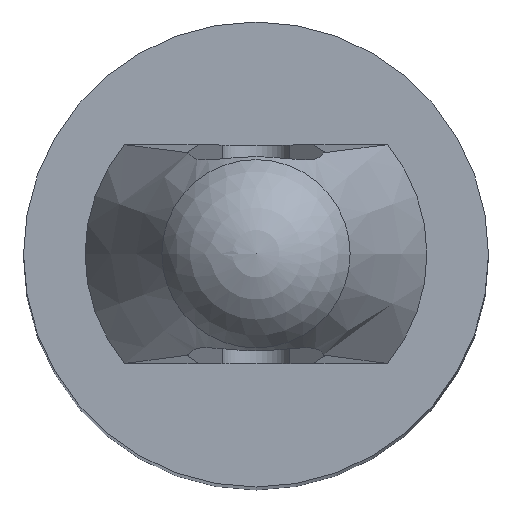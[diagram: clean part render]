
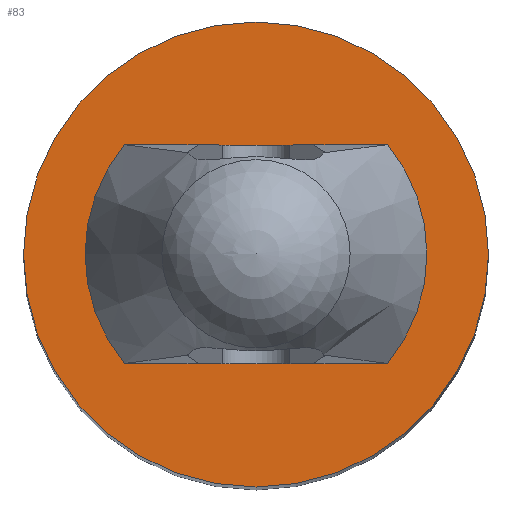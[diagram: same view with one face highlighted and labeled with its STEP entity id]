
A CAD part, top view. The second image highlights one B-rep face of the part: STEP entity #83.
In plain terms, the highlighted planar face has unit normal (0, 0, 1).
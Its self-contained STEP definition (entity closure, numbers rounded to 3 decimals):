
#83 = ADVANCED_FACE( '', ( #190, #191 ), #192, .T. );
#190 = FACE_BOUND( '', #321, .T. );
#191 = FACE_OUTER_BOUND( '', #322, .T. );
#192 = PLANE( '', #323 );
#321 = EDGE_LOOP( '', ( #497, #498, #499, #500, #501, #502 ) );
#322 = EDGE_LOOP( '', ( #503 ) );
#323 = AXIS2_PLACEMENT_3D( '', #504, #505, #506 );
#497 = ORIENTED_EDGE( '', *, *, #782, .T. );
#498 = ORIENTED_EDGE( '', *, *, #827, .F. );
#499 = ORIENTED_EDGE( '', *, *, #828, .F. );
#500 = ORIENTED_EDGE( '', *, *, #829, .T. );
#501 = ORIENTED_EDGE( '', *, *, #795, .T. );
#502 = ORIENTED_EDGE( '', *, *, #803, .T. );
#503 = ORIENTED_EDGE( '', *, *, #824, .F. );
#504 = CARTESIAN_POINT( '', ( -0.95, 0., 6.25 ) );
#505 = DIRECTION( '', ( 0., 0., 1. ) );
#506 = DIRECTION( '', ( 1., 0., 0. ) );
#782 = EDGE_CURVE( '', #930, #928, #931, .T. );
#795 = EDGE_CURVE( '', #945, #952, #954, .T. );
#803 = EDGE_CURVE( '', #952, #930, #966, .T. );
#824 = EDGE_CURVE( '', #997, #997, #998, .T. );
#827 = EDGE_CURVE( '', #957, #928, #1002, .T. );
#828 = EDGE_CURVE( '', #1003, #957, #1004, .T. );
#829 = EDGE_CURVE( '', #1003, #945, #1005, .T. );
#928 = VERTEX_POINT( '', #1139 );
#930 = VERTEX_POINT( '', #1142 );
#931 = CIRCLE( '', #1143, 0.95 );
#945 = VERTEX_POINT( '', #1166 );
#952 = VERTEX_POINT( '', #1176 );
#954 = LINE( '', #1178, #1179 );
#957 = VERTEX_POINT( '', #1182 );
#966 = LINE( '', #1193, #1194 );
#997 = VERTEX_POINT( '', #1239 );
#998 = CIRCLE( '', #1240, 1.7 );
#1002 = LINE( '', #1244, #1245 );
#1003 = VERTEX_POINT( '', #1246 );
#1004 = LINE( '', #1247, #1248 );
#1005 = CIRCLE( '', #1249, 0.95 );
#1139 = CARTESIAN_POINT( '', ( -0.512, 0.8, 6.25 ) );
#1142 = CARTESIAN_POINT( '', ( -0.512, -0.8, 6.25 ) );
#1143 = AXIS2_PLACEMENT_3D( '', #1502, #1503, #1504 );
#1166 = CARTESIAN_POINT( '', ( 0.512, -0.8, 6.25 ) );
#1176 = CARTESIAN_POINT( '', ( 0., -0.8, 6.25 ) );
#1178 = CARTESIAN_POINT( '', ( 1.7, -0.8, 6.25 ) );
#1179 = VECTOR( '', #1518, 1000. );
#1182 = CARTESIAN_POINT( '', ( 0., 0.8, 6.25 ) );
#1193 = CARTESIAN_POINT( '', ( 1.7, -0.8, 6.25 ) );
#1194 = VECTOR( '', #1530, 1000. );
#1239 = CARTESIAN_POINT( '', ( -1.7, 0., 6.25 ) );
#1240 = AXIS2_PLACEMENT_3D( '', #1552, #1553, #1554 );
#1244 = CARTESIAN_POINT( '', ( 1.7, 0.8, 6.25 ) );
#1245 = VECTOR( '', #1558, 1000. );
#1246 = CARTESIAN_POINT( '', ( 0.512, 0.8, 6.25 ) );
#1247 = CARTESIAN_POINT( '', ( 1.7, 0.8, 6.25 ) );
#1248 = VECTOR( '', #1559, 1000. );
#1249 = AXIS2_PLACEMENT_3D( '', #1560, #1561, #1562 );
#1502 = CARTESIAN_POINT( '', ( 0., 0., 6.25 ) );
#1503 = DIRECTION( '', ( 0., 0., -1. ) );
#1504 = DIRECTION( '', ( -1., 0., 0. ) );
#1518 = DIRECTION( '', ( -1., 0., 0. ) );
#1530 = DIRECTION( '', ( -1., 0., 0. ) );
#1552 = CARTESIAN_POINT( '', ( 0., 0., 6.25 ) );
#1553 = DIRECTION( '', ( 0., 0., -1. ) );
#1554 = DIRECTION( '', ( -1., 0., 0. ) );
#1558 = DIRECTION( '', ( -1., 0., 0. ) );
#1559 = DIRECTION( '', ( -1., 0., 0. ) );
#1560 = CARTESIAN_POINT( '', ( 0., 0., 6.25 ) );
#1561 = DIRECTION( '', ( 0., 0., -1. ) );
#1562 = DIRECTION( '', ( -1., 0., 0. ) );
